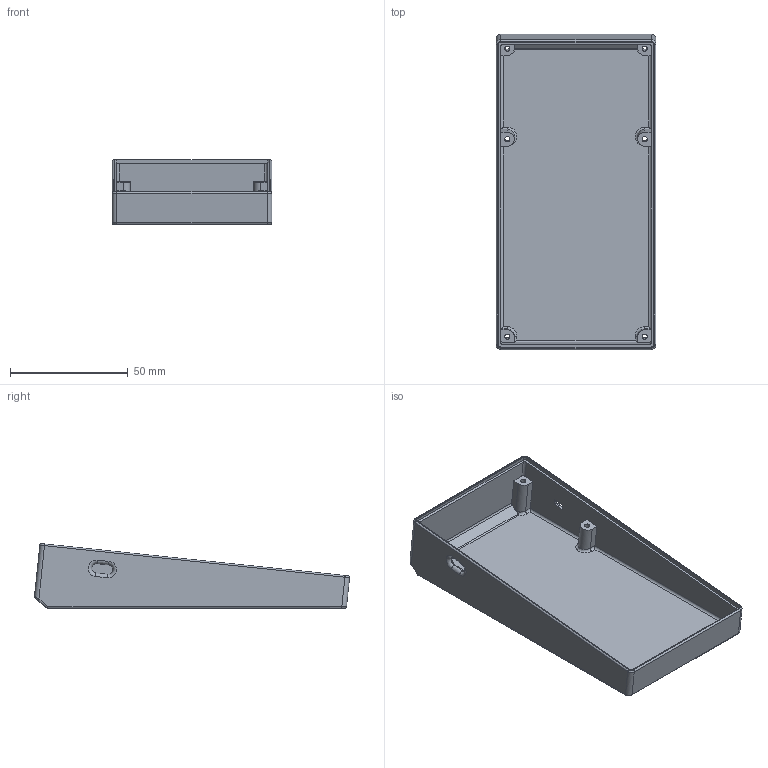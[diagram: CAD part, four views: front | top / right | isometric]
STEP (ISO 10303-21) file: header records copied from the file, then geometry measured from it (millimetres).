
FILE_DESCRIPTION(('FreeCAD Model'),'2;1');
FILE_NAME('Open CASCADE Shape Model','2022-10-03T08:39:09',('Author'),( ''),'Open CASCADE STEP processor 7.5','FreeCAD','Unknown');
FILE_SCHEMA(('AUTOMOTIVE_DESIGN { 1 0 10303 214 1 1 1 1 }'));
Length unit declared in the file: millimetre
Products named in the file (1): Housing
Bounding box: 68 x 134.08 x 27.5 mm (x, y, z)
Volume: 31175.1 mm3; surface area: 33807.3 mm2
Topology: 1 solids, 1 shells, 171 faces, 422 edges, 258 vertices
Faces by surface type: cylinder 72, plane 59, bspline 34, torus 6
Full cylindrical faces by diameter (mm): 2.2 x6, 4 x6, 6 x4
Entity records: 10386 total; most frequent: CARTESIAN_POINT 6664, ORIENTED_EDGE 832, DIRECTION 706, EDGE_CURVE 416, VERTEX_POINT 258, AXIS2_PLACEMENT_3D 253, LINE 200, VECTOR 200
